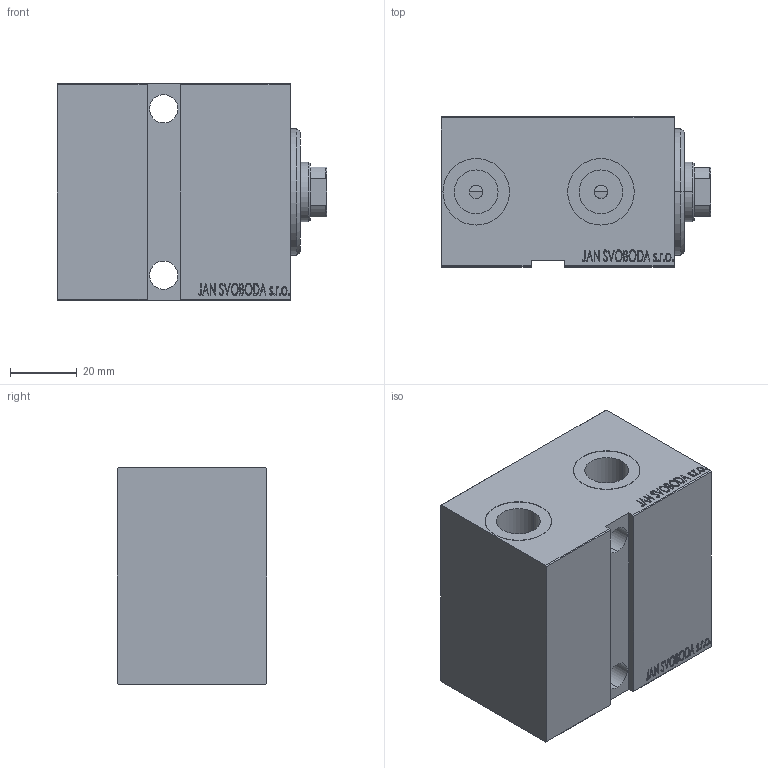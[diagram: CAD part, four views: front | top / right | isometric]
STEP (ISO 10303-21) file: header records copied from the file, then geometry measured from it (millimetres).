
FILE_DESCRIPTION (( 'STEP AP203' ), '1' );
FILE_NAME ('df41.STEP', '2022-04-17T11:37:18', ( '' ), ( '' ), 'SwSTEP 2.0', 'SolidWorks 2019', '' );
FILE_SCHEMA (( 'CONFIG_CONTROL_DESIGN' ));
Length unit declared in the file: millimetre
Products named in the file (4): V450CM_E_Body 4359fa4a6b6bc903bf856edf4bff7189; V450CM_VC_B 4359fa4a6b6bc903bf856edf4bff7189; V450CM_E_VCP 4359fa4a6b6bc903bf856edf4bff7189; df41
Assembly tree (3 placements, depth 2):
  df41
    V450CM_E_Body 4359fa4a6b6bc903bf856edf4bff7189
    V450CM_E_VCP 4359fa4a6b6bc903bf856edf4bff7189
    V450CM_VC_B 4359fa4a6b6bc903bf856edf4bff7189
Bounding box: 81 x 45 x 65 mm (x, y, z)
Volume: 185982.2 mm3; surface area: 42393.9 mm2
Topology: 3 solids, 3 shells, 866 faces, 2230 edges, 1477 vertices
Faces by surface type: plane 414, bspline 380, cylinder 58, cone 14
Entity records: 43652 total; most frequent: CARTESIAN_POINT 24651, ORIENTED_EDGE 4456, DIRECTION 2556, EDGE_CURVE 2228, VERTEX_POINT 1477, LINE 1324, VECTOR 1324, EDGE_LOOP 989
